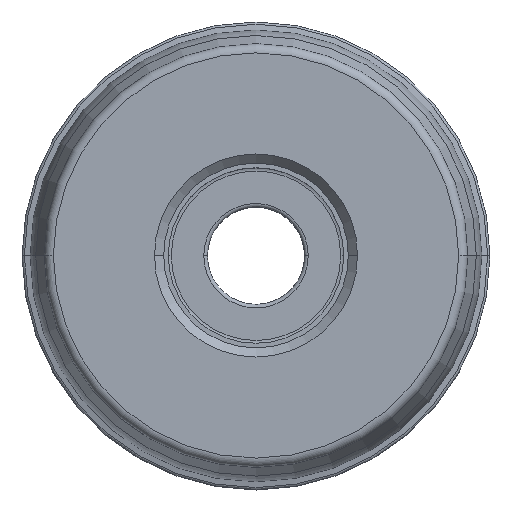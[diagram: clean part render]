
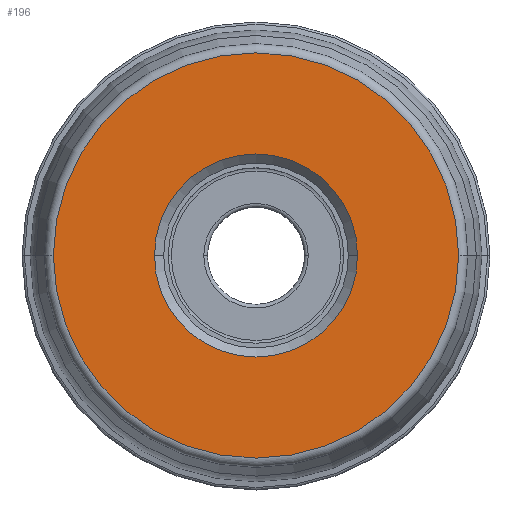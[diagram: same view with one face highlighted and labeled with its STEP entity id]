
A CAD part, top view. The second image highlights one B-rep face of the part: STEP entity #196.
In plain terms, the highlighted planar face has unit normal (0, 0, 1).
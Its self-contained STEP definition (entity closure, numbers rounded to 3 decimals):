
#45=PLANE('',#1916);
#55=FACE_BOUND('',#396,.T.);
#56=FACE_BOUND('',#397,.T.);
#196=ADVANCED_FACE('',(#55,#56),#45,.F.);
#396=EDGE_LOOP('',(#754,#755,#756,#757));
#397=EDGE_LOOP('',(#758,#759));
#754=ORIENTED_EDGE('',*,*,#1192,.T.);
#755=ORIENTED_EDGE('',*,*,#1197,.T.);
#756=ORIENTED_EDGE('',*,*,#1196,.F.);
#757=ORIENTED_EDGE('',*,*,#1193,.T.);
#758=ORIENTED_EDGE('',*,*,#1198,.T.);
#759=ORIENTED_EDGE('',*,*,#1199,.T.);
#988=VERTEX_POINT('',#2990);
#989=VERTEX_POINT('',#2991);
#990=VERTEX_POINT('',#2993);
#991=VERTEX_POINT('',#2998);
#992=VERTEX_POINT('',#3002);
#993=VERTEX_POINT('',#3003);
#1192=EDGE_CURVE('',#988,#989,#1408,.T.);
#1193=EDGE_CURVE('',#990,#988,#1409,.T.);
#1196=EDGE_CURVE('',#990,#991,#1412,.T.);
#1197=EDGE_CURVE('',#989,#991,#1413,.T.);
#1198=EDGE_CURVE('',#992,#993,#1414,.T.);
#1199=EDGE_CURVE('',#993,#992,#1415,.T.);
#1408=CIRCLE('',#1906,22.);
#1409=CIRCLE('',#1907,22.);
#1412=CIRCLE('',#1911,22.);
#1413=CIRCLE('',#1912,22.);
#1414=CIRCLE('',#1914,11.025);
#1415=CIRCLE('',#1915,11.025);
#1906=AXIS2_PLACEMENT_3D('',#2989,#2456,#2457);
#1907=AXIS2_PLACEMENT_3D('',#2992,#2458,#2459);
#1911=AXIS2_PLACEMENT_3D('',#2997,#2466,#2467);
#1912=AXIS2_PLACEMENT_3D('',#2999,#2468,#2469);
#1914=AXIS2_PLACEMENT_3D('',#3001,#2472,#2473);
#1915=AXIS2_PLACEMENT_3D('',#3004,#2474,#2475);
#1916=AXIS2_PLACEMENT_3D('',#3005,#2476,#2477);
#2456=DIRECTION('',(0.,0.,1.));
#2457=DIRECTION('',(-1.,-0.001,0.));
#2458=DIRECTION('',(0.,0.,1.));
#2459=DIRECTION('',(-1.,0.,0.));
#2466=DIRECTION('',(0.,0.,-1.));
#2467=DIRECTION('',(1.,0.001,0.));
#2468=DIRECTION('',(0.,0.,1.));
#2469=DIRECTION('',(1.,0.001,0.));
#2472=DIRECTION('',(0.,0.,-1.));
#2473=DIRECTION('',(-1.,0.,0.));
#2474=DIRECTION('',(0.,0.,-1.));
#2475=DIRECTION('',(1.,0.,0.));
#2476=DIRECTION('',(0.,0.,-1.));
#2477=DIRECTION('',(1.,0.,0.));
#2989=CARTESIAN_POINT('',(0.,0.,0.));
#2990=CARTESIAN_POINT('',(-22.,-0.015,0.));
#2991=CARTESIAN_POINT('',(22.,0.,0.));
#2992=CARTESIAN_POINT('',(0.,0.,0.));
#2993=CARTESIAN_POINT('',(-22.,0.,0.));
#2997=CARTESIAN_POINT('',(0.,0.,0.));
#2998=CARTESIAN_POINT('',(22.,0.015,0.));
#2999=CARTESIAN_POINT('',(0.,0.,0.));
#3001=CARTESIAN_POINT('',(0.,0.,0.));
#3002=CARTESIAN_POINT('',(-11.025,0.,0.));
#3003=CARTESIAN_POINT('',(11.025,0.,0.));
#3004=CARTESIAN_POINT('',(0.,0.,0.));
#3005=CARTESIAN_POINT('',(0.,0.,0.));
